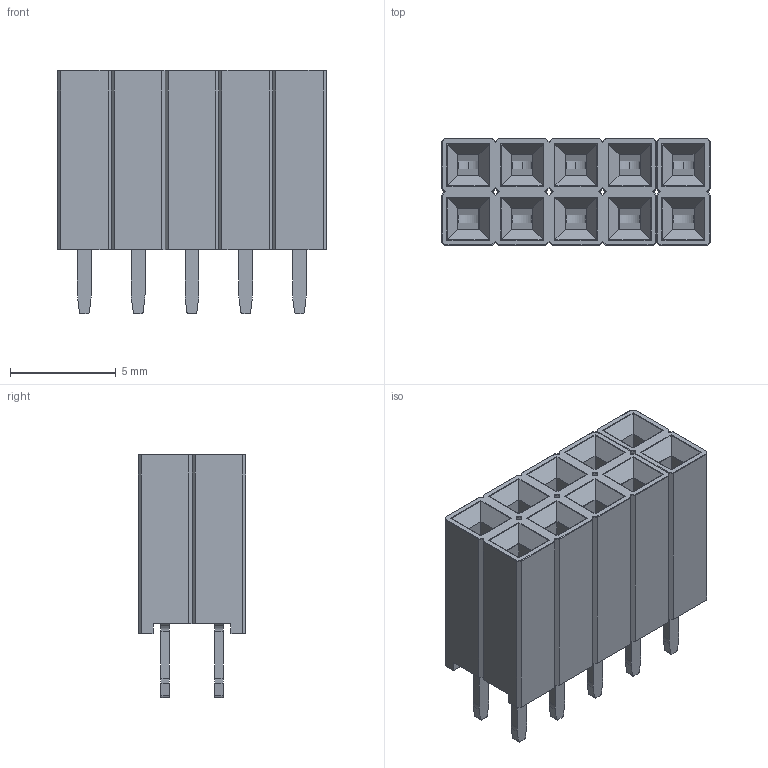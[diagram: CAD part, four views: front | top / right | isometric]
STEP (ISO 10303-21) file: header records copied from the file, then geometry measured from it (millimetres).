
FILE_DESCRIPTION (( 'STEP AP214' ), '1' );
FILE_NAME ('HDR2.54-F-LI-2X5P.step', '2022-07-02T13:28:24', ( '' ), ( '' ), 'SwSTEP 2.0', 'SolidWorks 2020', '' );
FILE_SCHEMA (( 'AUTOMOTIVE_DESIGN' ));
Length unit declared in the file: millimetre
Products named in the file (1): HDR2.54-F-LI-2X5P
Bounding box: 12.71 x 5.08 x 11.5 mm (x, y, z)
Volume: 453.4 mm3; surface area: 935.4 mm2
Topology: 1 solids, 1 shells, 1498 faces, 3922 edges, 2534 vertices
Faces by surface type: plane 987, cylinder 273, bspline 238
Entity records: 69260 total; most frequent: CARTESIAN_POINT 17595, ORIENTED_EDGE 7844, DIRECTION 6156, EDGE_CURVE 3922, LINE 3014, VECTOR 3014, VERTEX_POINT 2534, EDGE_LOOP 1654
